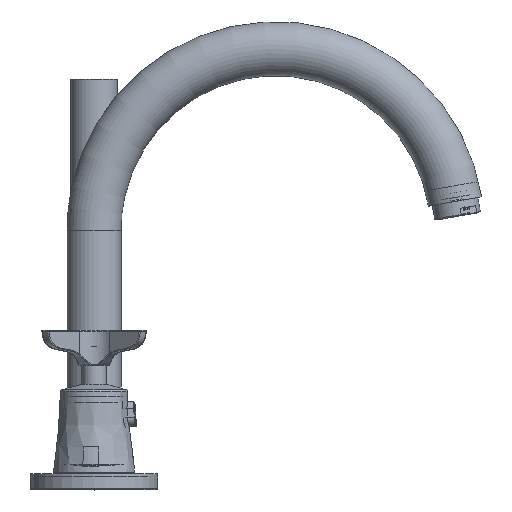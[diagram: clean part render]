
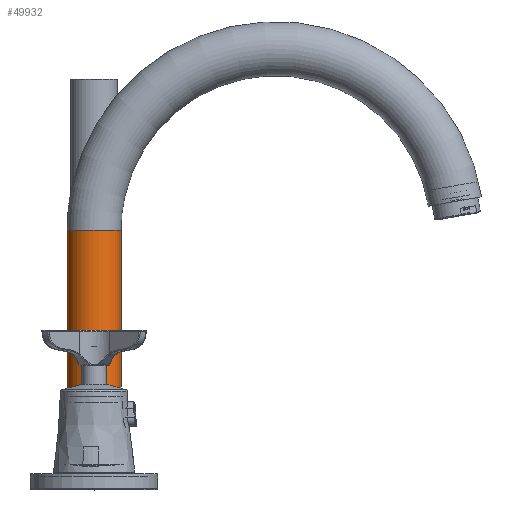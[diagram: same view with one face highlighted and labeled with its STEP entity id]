
A CAD part, top view. The second image highlights one B-rep face of the part: STEP entity #49932.
In plain terms, the highlighted cylindrical face has radius 14 mm (diameter 28 mm), a full revolution.
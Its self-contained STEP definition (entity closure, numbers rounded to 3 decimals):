
#6040 = DIRECTION ( 'NONE',  ( 0., -1., 0. ) ) ;
#6428 = CARTESIAN_POINT ( 'NONE',  ( 0., -4.6, -300. ) ) ;
#10534 = DIRECTION ( 'NONE',  ( 0., 0., -1. ) ) ;
#12259 = CARTESIAN_POINT ( 'NONE',  ( 14., -4.6, -300. ) ) ;
#16177 = FACE_OUTER_BOUND ( 'NONE', #41280, .T. ) ;
#18200 = AXIS2_PLACEMENT_3D ( 'NONE', #6428, #6040, #24855 ) ;
#22588 = DIRECTION ( 'NONE',  ( 0., -1., 0. ) ) ;
#24855 = DIRECTION ( 'NONE',  ( 1., 0., 0. ) ) ;
#25119 = ORIENTED_EDGE ( 'NONE', *, *, #44310, .F. ) ;
#28924 = EDGE_LOOP ( 'NONE', ( #48508 ) ) ;
#32399 = CARTESIAN_POINT ( 'NONE',  ( 0., 129.4, -300. ) ) ;
#37230 = DIRECTION ( 'NONE',  ( 0., 1., 0. ) ) ;
#40938 = EDGE_CURVE ( 'NONE', #47546, #47546, #57880, .T. ) ;
#41015 = CYLINDRICAL_SURFACE ( 'NONE', #72067, 14. ) ;
#41280 = EDGE_LOOP ( 'NONE', ( #25119 ) ) ;
#42519 = CIRCLE ( 'NONE', #18200, 14. ) ;
#43638 = DIRECTION ( 'NONE',  ( 0., 0., 1. ) ) ;
#44310 = EDGE_CURVE ( 'NONE', #72821, #72821, #42519, .T. ) ;
#46364 = AXIS2_PLACEMENT_3D ( 'NONE', #32399, #37230, #43638 ) ;
#47546 = VERTEX_POINT ( 'NONE', #72027 ) ;
#48508 = ORIENTED_EDGE ( 'NONE', *, *, #40938, .F. ) ;
#49932 = ADVANCED_FACE ( 'NONE', ( #71107, #16177 ), #41015, .T. ) ;
#57880 = CIRCLE ( 'NONE', #46364, 14. ) ;
#65470 = CARTESIAN_POINT ( 'NONE',  ( 0., 129.4, -300. ) ) ;
#71107 = FACE_OUTER_BOUND ( 'NONE', #28924, .T. ) ;
#72027 = CARTESIAN_POINT ( 'NONE',  ( 0., 129.4, -286. ) ) ;
#72067 = AXIS2_PLACEMENT_3D ( 'NONE', #65470, #22588, #10534 ) ;
#72821 = VERTEX_POINT ( 'NONE', #12259 ) ;
